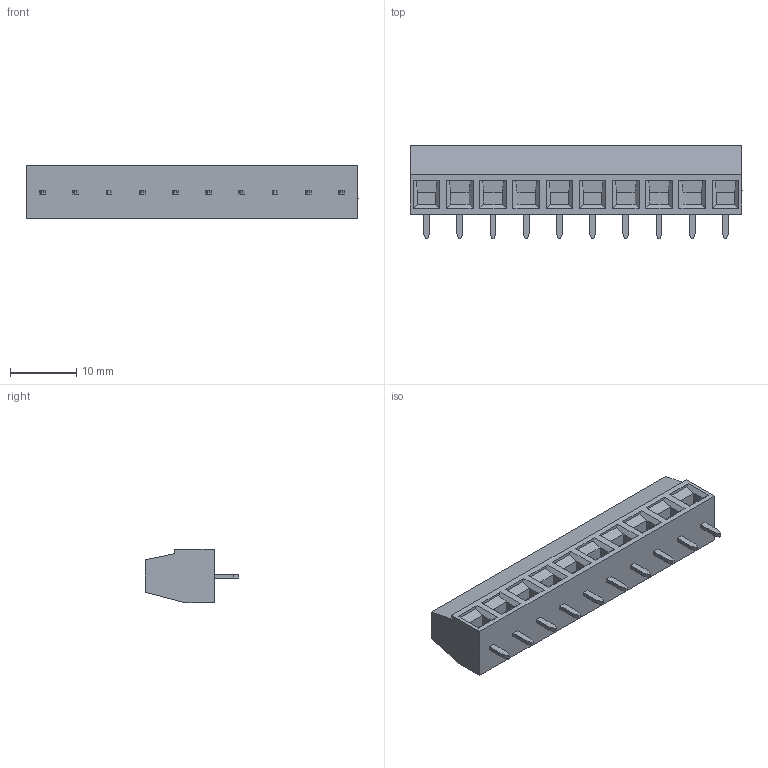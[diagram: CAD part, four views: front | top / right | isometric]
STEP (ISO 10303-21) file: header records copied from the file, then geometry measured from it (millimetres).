
FILE_DESCRIPTION (( 'STEP AP214' ), '1' );
FILE_NAME ('DG127-THR-5.0-10P-4Y-80AH.STEP', '2021-01-03T00:42:38', ( '' ), ( '' ), 'SwSTEP 2.0', 'SolidWorks 2020', '' );
FILE_SCHEMA (( 'AUTOMOTIVE_DESIGN' ));
Length unit declared in the file: millimetre
Products named in the file (1): DG127-THR-5.0-10P-4Y-80AH
Bounding box: 50 x 14.1 x 8.1 mm (x, y, z)
Volume: 3249.9 mm3; surface area: 2911.1 mm2
Topology: 1 solids, 1 shells, 712 faces, 1870 edges, 1230 vertices
Faces by surface type: plane 508, bspline 134, cylinder 40, torus 30
Entity records: 34512 total; most frequent: CARTESIAN_POINT 11759, ORIENTED_EDGE 3740, DIRECTION 2820, EDGE_CURVE 1870, VECTOR 1342, LINE 1342, VERTEX_POINT 1230, EDGE_LOOP 782
